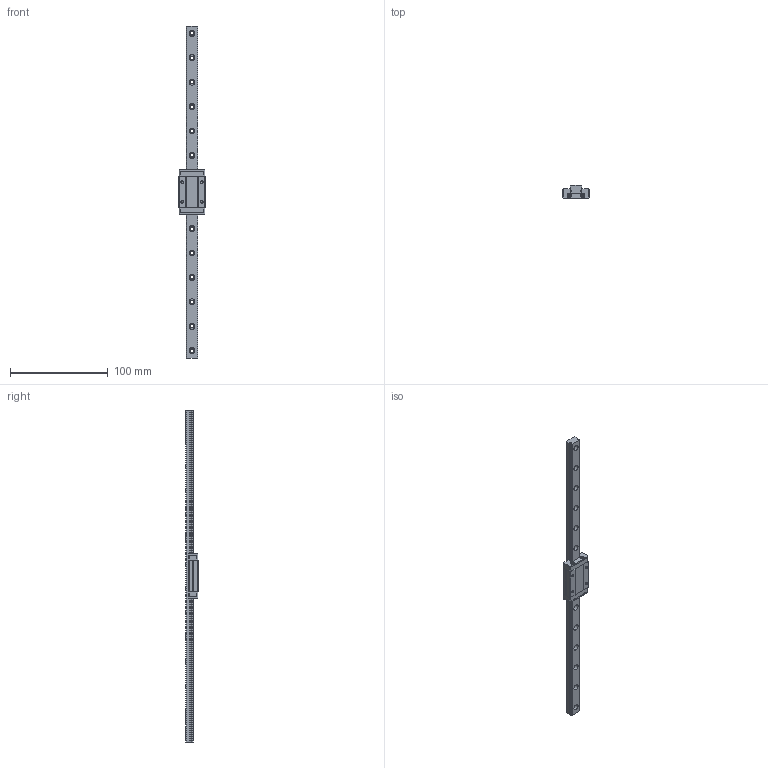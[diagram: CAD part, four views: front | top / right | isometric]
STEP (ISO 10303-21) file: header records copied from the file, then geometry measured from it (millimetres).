
FILE_DESCRIPTION(/* description */ (''),/* implementation_level */ '2;1');
FILE_NAME(/* name */ 'MGN12 - 340_v2.step',/* time_stamp */ '2023-05-23T22:39:58-06:00',/* author */ (''),/* organization */ (''),/* preprocessor_version */ 'ST-DEVELOPER v19.2',/* originating_system */ 'Autodesk Translation Framework v12.4.0.73',/* authorisation */ '');
FILE_SCHEMA (('AUTOMOTIVE_DESIGN { 1 0 10303 214 3 1 1 }'));
Length unit declared in the file: millimetre
Products named in the file (11): MGN12 - 340; MGN12H; PRODUCT_NAME_1; PRODUCT_NAME_6; PRODUCT_NAME_5; PRODUCT_NAME_7; PRODUCT_NAME_4; PRODUCT_NAME_8; PRODUCT_NAME_3; PRODUCT_NAME_2; PRODUCT_NAME_9
Assembly tree (10 placements, depth 3):
  MGN12 - 340
    MGN12H
      PRODUCT_NAME_1
      PRODUCT_NAME_6
      PRODUCT_NAME_5
      PRODUCT_NAME_7
      PRODUCT_NAME_4
      PRODUCT_NAME_8
      PRODUCT_NAME_3
      PRODUCT_NAME_2
      PRODUCT_NAME_9
Bounding box: 27 x 13 x 340 mm (x, y, z)
Volume: 37938.3 mm3; surface area: 22221.6 mm2
Topology: 10 solids, 10 shells, 382 faces, 996 edges, 660 vertices
Faces by surface type: plane 221, cylinder 141, cone 16, sphere 4
Full cylindrical faces by diameter (mm): 2.459 x8, 3.5 x14, 4.2 x8, 6 x14
Entity records: 12208 total; most frequent: DIRECTION 2144, CARTESIAN_POINT 2055, ORIENTED_EDGE 1984, EDGE_CURVE 992, AXIS2_PLACEMENT_3D 749, VERTEX_POINT 660, LINE 646, VECTOR 646
